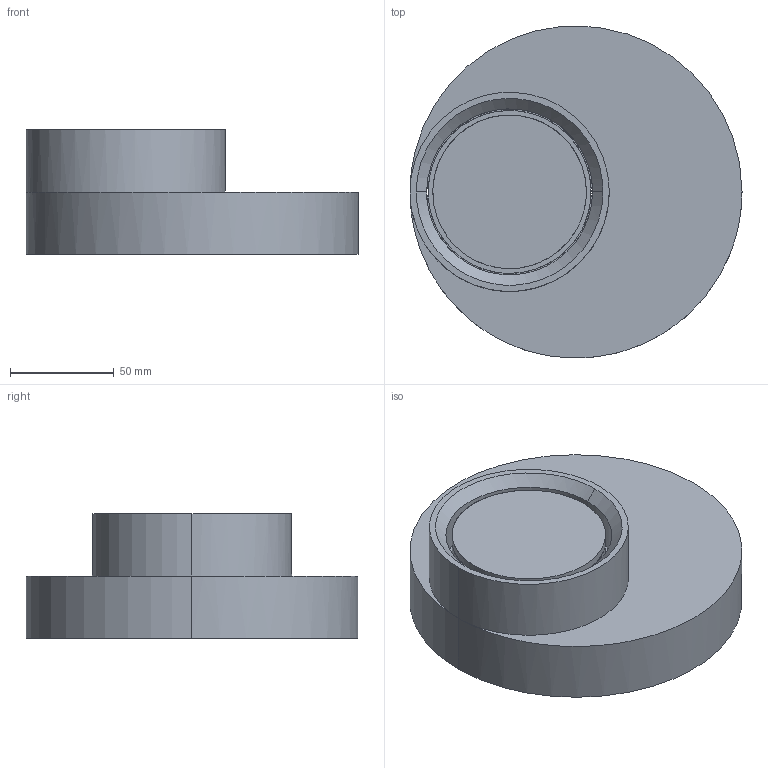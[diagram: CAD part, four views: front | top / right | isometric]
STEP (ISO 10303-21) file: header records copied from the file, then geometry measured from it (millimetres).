
FILE_DESCRIPTION(/* description */ (''),/* implementation_level */ '2;1');
FILE_NAME(/* name */ 'T339',/* time_stamp */ '2020-10-01T16:50:56+02:00',/* author */ (''),/* organization */ (''),/* preprocessor_version */ 'ST-DEVELOPER v16.5',/* originating_system */ '',/* authorisation */ '');
FILE_SCHEMA (('AUTOMOTIVE_DESIGN'));
Length unit declared in the file: millimetre
Products named in the file (1): Document
Bounding box: 160 x 159.97 x 60 mm (x, y, z)
Volume: 392334 mm3; surface area: 125589.1 mm2
Topology: 10 solids, 13 shells, 202 faces, 471 edges, 309 vertices
Faces by surface type: bspline 131, plane 71
Entity records: 6342 total; most frequent: CARTESIAN_POINT 3430, ORIENTED_EDGE 936, EDGE_CURVE 471, VERTEX_POINT 309, EDGE_LOOP 254, ADVANCED_FACE 202, FACE_OUTER_BOUND 202, B_SPLINE_CURVE_WITH_KNOTS 108
